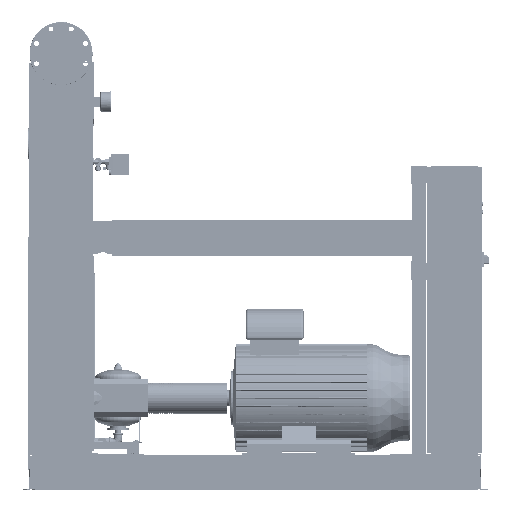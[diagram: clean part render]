
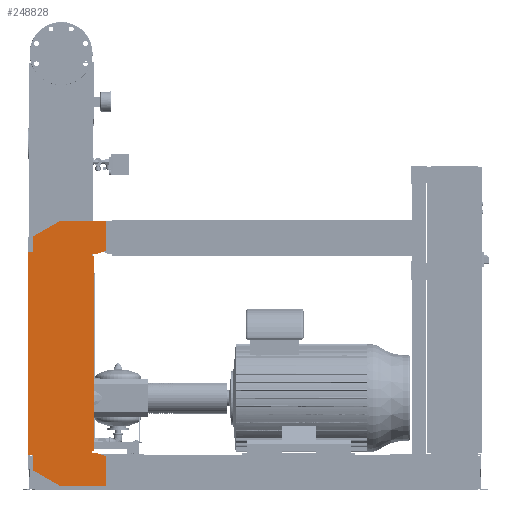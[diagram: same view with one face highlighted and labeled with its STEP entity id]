
A CAD part, front view. The second image highlights one B-rep face of the part: STEP entity #248828.
In plain terms, the highlighted free-form (B-spline) face has degree [1, 1] with [2, 2] control points.
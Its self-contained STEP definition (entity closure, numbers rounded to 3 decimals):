
#248313=CARTESIAN_POINT('',(-129.0,-741.5,1076.0));
#248314=VERTEX_POINT('',#248313);
#248321=CARTESIAN_POINT('',(-129.,-741.5,1142.986));
#248322=VERTEX_POINT('',#248321);
#248323=CARTESIAN_POINT('',(-129.0,-741.5,1076.0));
#248324=DIRECTION('',(0.0,0.0,1.0));
#248325=VECTOR('',#248324,66.986);
#248326=LINE('',#248323,#248325);
#248327=EDGE_CURVE('',#248314,#248322,#248326,.T.);
#248345=CARTESIAN_POINT('',(-6.0,-741.5,1214.0));
#248346=VERTEX_POINT('',#248345);
#248347=CARTESIAN_POINT('',(-129.,-741.5,1142.986));
#248348=DIRECTION('',(0.866,0.0,0.5));
#248349=VECTOR('',#248348,142.028);
#248350=LINE('',#248347,#248349);
#248351=EDGE_CURVE('',#248322,#248346,#248350,.T.);
#248369=CARTESIAN_POINT('',(204.,-741.5,1214.0));
#248370=VERTEX_POINT('',#248369);
#248371=CARTESIAN_POINT('',(-6.0,-741.5,1214.0));
#248372=DIRECTION('',(1.0,0.0,0.0));
#248373=VECTOR('',#248372,210.);
#248374=LINE('',#248371,#248373);
#248375=EDGE_CURVE('',#248346,#248370,#248374,.T.);
#248393=CARTESIAN_POINT('',(204.0,-741.5,1080.379));
#248394=VERTEX_POINT('',#248393);
#248395=CARTESIAN_POINT('',(204.,-741.5,1214.0));
#248396=DIRECTION('',(0.0,0.0,-1.0));
#248397=VECTOR('',#248396,133.621);
#248398=LINE('',#248395,#248397);
#248399=EDGE_CURVE('',#248370,#248394,#248398,.T.);
#248417=CARTESIAN_POINT('',(159.0,-741.5,1064.0));
#248418=VERTEX_POINT('',#248417);
#248419=CARTESIAN_POINT('',(204.0,-741.5,1080.379));
#248420=DIRECTION('',(-0.94,0.0,-0.342));
#248421=VECTOR('',#248420,47.888);
#248422=LINE('',#248419,#248421);
#248423=EDGE_CURVE('',#248394,#248418,#248422,.T.);
#248441=CARTESIAN_POINT('',(139.0,-741.5,1064.0));
#248442=VERTEX_POINT('',#248441);
#248443=CARTESIAN_POINT('',(159.0,-741.5,1064.0));
#248444=DIRECTION('',(-1.0,0.0,0.0));
#248445=VECTOR('',#248444,20.0);
#248446=LINE('',#248443,#248445);
#248447=EDGE_CURVE('',#248418,#248442,#248446,.T.);
#248465=CARTESIAN_POINT('',(139.0,-741.5,1056.0));
#248466=VERTEX_POINT('',#248465);
#248467=CARTESIAN_POINT('',(139.0,-741.5,1064.0));
#248468=DIRECTION('',(0.0,0.0,-1.0));
#248469=VECTOR('',#248468,8.0);
#248470=LINE('',#248467,#248469);
#248471=EDGE_CURVE('',#248442,#248466,#248470,.T.);
#248489=CARTESIAN_POINT('',(147.,-741.5,1056.0));
#248490=VERTEX_POINT('',#248489);
#248491=CARTESIAN_POINT('',(139.0,-741.5,1056.0));
#248492=DIRECTION('',(1.0,0.0,0.0));
#248493=VECTOR('',#248492,8.);
#248494=LINE('',#248491,#248493);
#248495=EDGE_CURVE('',#248466,#248490,#248494,.T.);
#248513=CARTESIAN_POINT('',(147.,-741.5,176.));
#248514=VERTEX_POINT('',#248513);
#248525=CARTESIAN_POINT('',(147.,-741.5,1056.0));
#248526=DIRECTION('',(0.0,0.0,-1.0));
#248527=VECTOR('',#248526,880.);
#248528=LINE('',#248525,#248527);
#248529=EDGE_CURVE('',#248490,#248514,#248528,.T.);
#248543=CARTESIAN_POINT('',(139.,-741.5,176.));
#248544=VERTEX_POINT('',#248543);
#248545=CARTESIAN_POINT('',(147.,-741.5,176.));
#248546=DIRECTION('',(-1.0,0.0,0.0));
#248547=VECTOR('',#248546,8.0);
#248548=LINE('',#248545,#248547);
#248549=EDGE_CURVE('',#248514,#248544,#248548,.T.);
#248567=CARTESIAN_POINT('',(139.,-741.5,168.));
#248568=VERTEX_POINT('',#248567);
#248569=CARTESIAN_POINT('',(139.,-741.5,176.));
#248570=DIRECTION('',(0.0,0.0,-1.0));
#248571=VECTOR('',#248570,8.0);
#248572=LINE('',#248569,#248571);
#248573=EDGE_CURVE('',#248544,#248568,#248572,.T.);
#248591=CARTESIAN_POINT('',(159.,-741.5,168.));
#248592=VERTEX_POINT('',#248591);
#248593=CARTESIAN_POINT('',(139.,-741.5,168.));
#248594=DIRECTION('',(1.0,0.0,0.0));
#248595=VECTOR('',#248594,20.0);
#248596=LINE('',#248593,#248595);
#248597=EDGE_CURVE('',#248568,#248592,#248596,.T.);
#248615=CARTESIAN_POINT('',(204.,-741.5,151.621));
#248616=VERTEX_POINT('',#248615);
#248617=CARTESIAN_POINT('',(159.,-741.5,168.));
#248618=DIRECTION('',(0.94,0.0,-0.342));
#248619=VECTOR('',#248618,47.888);
#248620=LINE('',#248617,#248619);
#248621=EDGE_CURVE('',#248592,#248616,#248620,.T.);
#248639=CARTESIAN_POINT('',(204.,-741.5,18.0));
#248640=VERTEX_POINT('',#248639);
#248641=CARTESIAN_POINT('',(204.,-741.5,151.621));
#248642=DIRECTION('',(0.0,0.0,-1.0));
#248643=VECTOR('',#248642,133.621);
#248644=LINE('',#248641,#248643);
#248645=EDGE_CURVE('',#248616,#248640,#248644,.T.);
#248663=CARTESIAN_POINT('',(-4.,-741.5,18.0));
#248664=VERTEX_POINT('',#248663);
#248665=CARTESIAN_POINT('',(204.,-741.5,18.0));
#248666=DIRECTION('',(-1.0,0.0,0.0));
#248667=VECTOR('',#248666,208.);
#248668=LINE('',#248665,#248667);
#248669=EDGE_CURVE('',#248640,#248664,#248668,.T.);
#248687=CARTESIAN_POINT('',(-129.,-741.5,90.169));
#248688=VERTEX_POINT('',#248687);
#248689=CARTESIAN_POINT('',(-4.,-741.5,18.0));
#248690=DIRECTION('',(-0.866,0.0,0.5));
#248691=VECTOR('',#248690,144.338);
#248692=LINE('',#248689,#248691);
#248693=EDGE_CURVE('',#248664,#248688,#248692,.T.);
#248711=CARTESIAN_POINT('',(-129.,-741.5,156.0));
#248712=VERTEX_POINT('',#248711);
#248713=CARTESIAN_POINT('',(-129.,-741.5,90.169));
#248714=DIRECTION('',(0.0,0.0,1.0));
#248715=VECTOR('',#248714,65.831);
#248716=LINE('',#248713,#248715);
#248717=EDGE_CURVE('',#248688,#248712,#248716,.T.);
#248735=CARTESIAN_POINT('',(-149.,-741.5,156.0));
#248736=VERTEX_POINT('',#248735);
#248737=CARTESIAN_POINT('',(-129.,-741.5,156.0));
#248738=DIRECTION('',(-1.0,0.0,0.0));
#248739=VECTOR('',#248738,20.0);
#248740=LINE('',#248737,#248739);
#248741=EDGE_CURVE('',#248712,#248736,#248740,.T.);
#248759=CARTESIAN_POINT('',(-149.0,-741.5,1076.0));
#248760=VERTEX_POINT('',#248759);
#248773=CARTESIAN_POINT('',(-149.,-741.5,156.0));
#248774=DIRECTION('',(0.0,0.0,1.0));
#248775=VECTOR('',#248774,920.0);
#248776=LINE('',#248773,#248775);
#248777=EDGE_CURVE('',#248736,#248760,#248776,.T.);
#248791=CARTESIAN_POINT('',(-149.0,-741.5,1076.0));
#248792=DIRECTION('',(1.0,0.0,0.0));
#248793=VECTOR('',#248792,20.0);
#248794=LINE('',#248791,#248793);
#248795=EDGE_CURVE('',#248760,#248314,#248794,.T.);
#248801=CARTESIAN_POINT('',(-149.,-741.5,18.0));
#248802=CARTESIAN_POINT('',(204.,-741.5,18.0));
#248803=CARTESIAN_POINT('',(-149.,-741.5,1214.0));
#248804=CARTESIAN_POINT('',(204.,-741.5,1214.0));
#248805=B_SPLINE_SURFACE_WITH_KNOTS('',1,1,((#248801,#248803),(#248802,#248804)),.UNSPECIFIED.,.F.,.F.,.U.,(2,2),(2,2),(0.0,353.),(0.0,1196.0),.UNSPECIFIED.);
#248806=ORIENTED_EDGE('',*,*,#248795,.F.);
#248807=ORIENTED_EDGE('',*,*,#248777,.F.);
#248808=ORIENTED_EDGE('',*,*,#248741,.F.);
#248809=ORIENTED_EDGE('',*,*,#248717,.F.);
#248810=ORIENTED_EDGE('',*,*,#248693,.F.);
#248811=ORIENTED_EDGE('',*,*,#248669,.F.);
#248812=ORIENTED_EDGE('',*,*,#248645,.F.);
#248813=ORIENTED_EDGE('',*,*,#248621,.F.);
#248814=ORIENTED_EDGE('',*,*,#248597,.F.);
#248815=ORIENTED_EDGE('',*,*,#248573,.F.);
#248816=ORIENTED_EDGE('',*,*,#248549,.F.);
#248817=ORIENTED_EDGE('',*,*,#248529,.F.);
#248818=ORIENTED_EDGE('',*,*,#248495,.F.);
#248819=ORIENTED_EDGE('',*,*,#248471,.F.);
#248820=ORIENTED_EDGE('',*,*,#248447,.F.);
#248821=ORIENTED_EDGE('',*,*,#248423,.F.);
#248822=ORIENTED_EDGE('',*,*,#248399,.F.);
#248823=ORIENTED_EDGE('',*,*,#248375,.F.);
#248824=ORIENTED_EDGE('',*,*,#248351,.F.);
#248825=ORIENTED_EDGE('',*,*,#248327,.F.);
#248826=EDGE_LOOP('',(#248806,#248807,#248808,#248809,#248810,#248811,#248812,#248813,#248814,#248815,#248816,#248817,#248818,#248819,#248820,#248821,#248822,#248823,#248824,#248825));
#248827=FACE_OUTER_BOUND('',#248826,.T.);
#248828=ADVANCED_FACE('',(#248827),#248805,.T.);
